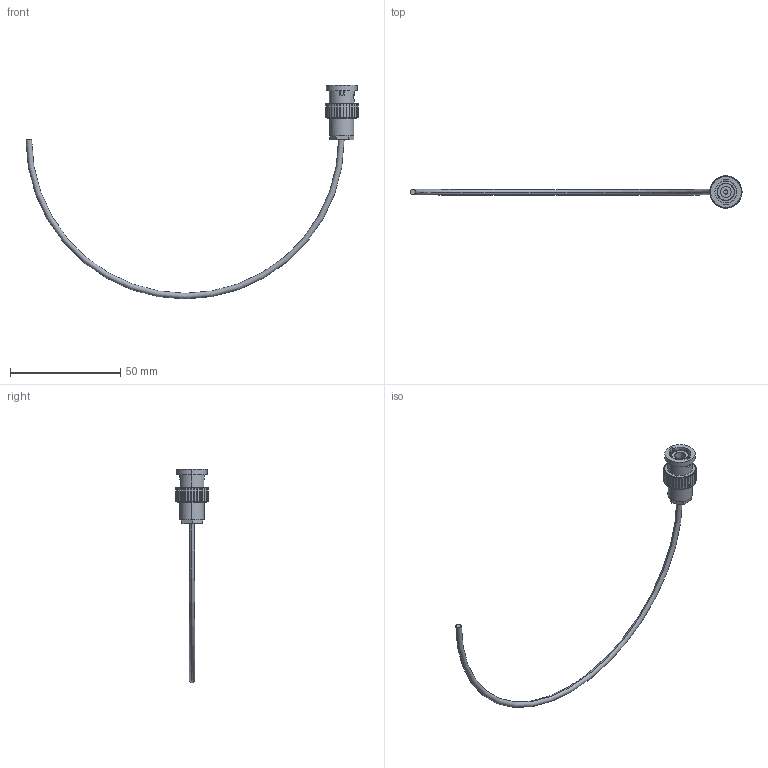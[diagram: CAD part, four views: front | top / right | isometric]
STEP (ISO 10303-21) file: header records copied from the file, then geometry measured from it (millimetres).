
FILE_DESCRIPTION (( 'STEP AP203' ), '1' );
FILE_NAME ('A7306-1-CN.STEP', '2013-11-19T13:06:02', ( '' ), ( '' ), 'SwSTEP 2.0', 'SolidWorks 2012', '' );
FILE_SCHEMA (( 'CONFIG_CONTROL_DESIGN' ));
Length unit declared in the file: inch
Products named in the file (1): A7306-1-CN
Bounding box: 150.47 x 14.6 x 96.93 mm (x, y, z)
Volume: 3349.6 mm3; surface area: 4195.3 mm2
Topology: 2 solids, 2 shells, 308 faces, 855 edges, 555 vertices
Faces by surface type: plane 220, cylinder 86, torus 2
Entity records: 10017 total; most frequent: CARTESIAN_POINT 1935, ORIENTED_EDGE 1710, DIRECTION 1663, EDGE_CURVE 855, LINE 565, VECTOR 565, VERTEX_POINT 555, AXIS2_PLACEMENT_3D 549
